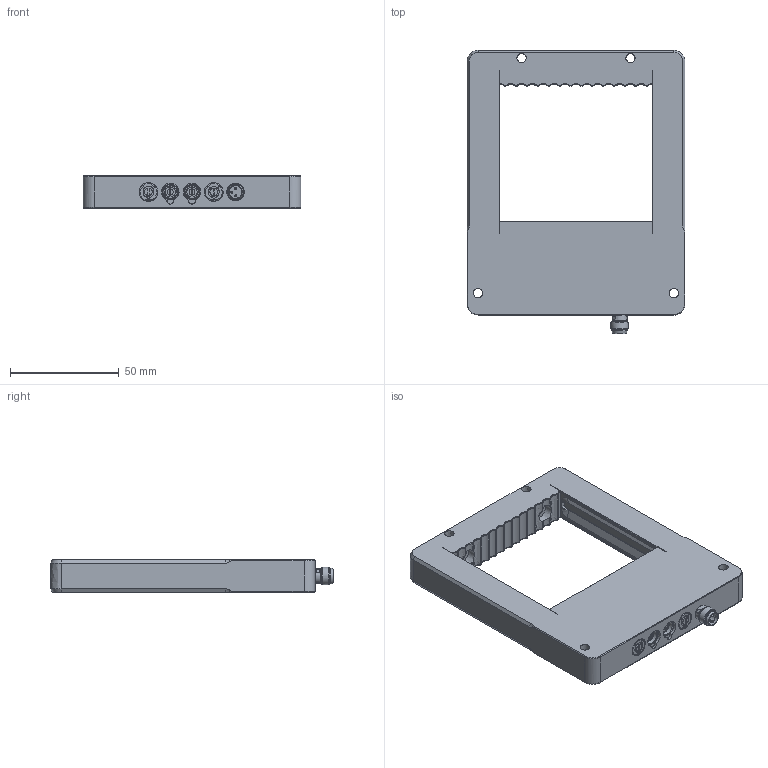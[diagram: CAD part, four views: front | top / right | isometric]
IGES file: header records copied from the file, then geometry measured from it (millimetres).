
Global section: file name: OGWSD 70; native system: Autodesk Inventor 2022; preprocessor: unknown; author: ck; organization: di-soric GmbH & Co. KG; date: 20220427.103223; units: millimetre
Bounding box: 100 x 130 x 15 mm (x, y, z)
Volume: 112386.9 mm3; surface area: 35393 mm2
Topology: 5 solids, 5 shells, 526 faces, 1337 edges, 853 vertices
Faces by surface type: bspline 526
